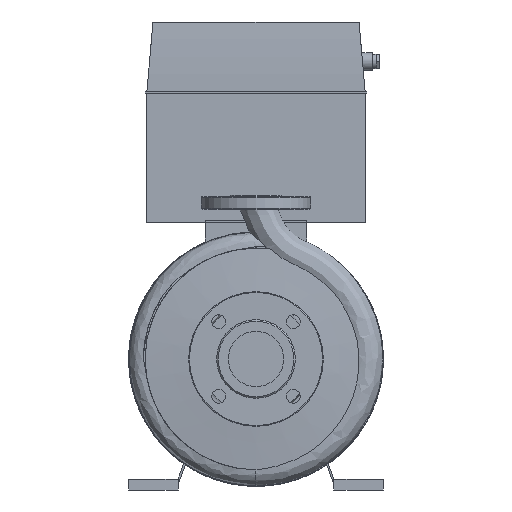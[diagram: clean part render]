
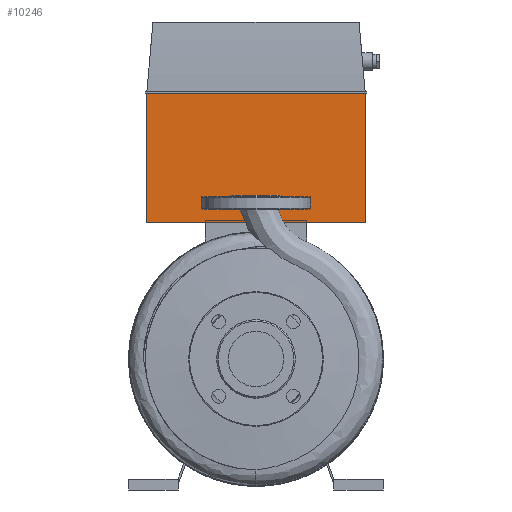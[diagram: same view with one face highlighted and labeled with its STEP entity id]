
A CAD part, left-side view. The second image highlights one B-rep face of the part: STEP entity #10246.
In plain terms, the highlighted planar face has unit normal (-1, 0, 0).
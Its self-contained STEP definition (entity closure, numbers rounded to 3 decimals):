
#945=LINE('',#21271,#1848);
#952=LINE('',#21289,#1855);
#955=LINE('',#21295,#1858);
#956=LINE('',#21296,#1859);
#1848=VECTOR('',#14061,10.);
#1855=VECTOR('',#14086,10.);
#1858=VECTOR('',#14091,10.);
#1859=VECTOR('',#14092,10.);
#2358=PLANE('',#11245);
#3076=FACE_OUTER_BOUND('',#3786,.T.);
#3786=EDGE_LOOP('',(#9456,#9457,#9458,#9459));
#5179=VERTEX_POINT('',#21267);
#5181=VERTEX_POINT('',#21270);
#5183=VERTEX_POINT('',#21288);
#5185=VERTEX_POINT('',#21294);
#6603=EDGE_CURVE('',#5181,#5179,#945,.T.);
#6612=EDGE_CURVE('',#5183,#5181,#952,.T.);
#6615=EDGE_CURVE('',#5179,#5185,#955,.T.);
#6616=EDGE_CURVE('',#5185,#5183,#956,.T.);
#9456=ORIENTED_EDGE('',*,*,#6603,.T.);
#9457=ORIENTED_EDGE('',*,*,#6615,.T.);
#9458=ORIENTED_EDGE('',*,*,#6616,.T.);
#9459=ORIENTED_EDGE('',*,*,#6612,.T.);
#10246=ADVANCED_FACE('',(#3076),#2358,.T.);
#11245=AXIS2_PLACEMENT_3D('',#21293,#14089,#14090);
#14061=DIRECTION('',(0.,1.,0.));
#14086=DIRECTION('',(0.,0.,1.));
#14089=DIRECTION('center_axis',(-1.,0.,0.));
#14090=DIRECTION('ref_axis',(0.,0.,1.));
#14091=DIRECTION('',(0.,0.,-1.));
#14092=DIRECTION('',(0.,-1.,0.));
#21267=CARTESIAN_POINT('',(310.7,150.,545.4));
#21270=CARTESIAN_POINT('',(310.7,-150.,545.4));
#21271=CARTESIAN_POINT('',(310.7,0.,545.4));
#21288=CARTESIAN_POINT('',(310.7,-150.,367.));
#21289=CARTESIAN_POINT('',(310.7,-150.,367.));
#21293=CARTESIAN_POINT('Origin',(310.7,0.,546.4));
#21294=CARTESIAN_POINT('',(310.7,150.,367.));
#21295=CARTESIAN_POINT('',(310.7,150.,367.));
#21296=CARTESIAN_POINT('',(310.7,0.,367.));
